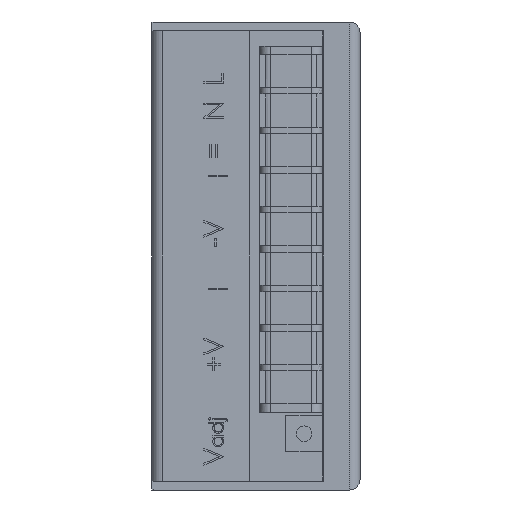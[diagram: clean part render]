
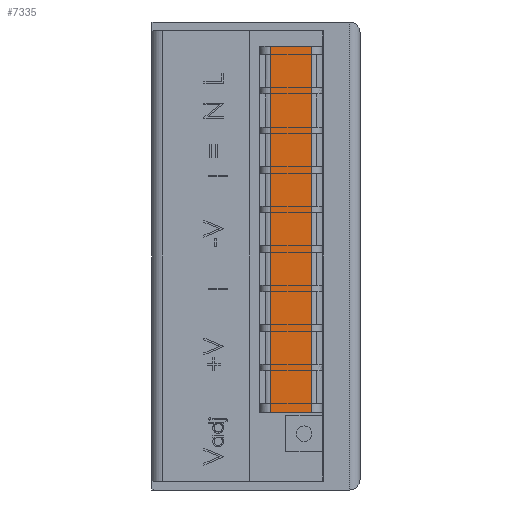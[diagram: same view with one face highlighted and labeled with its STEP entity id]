
A CAD part, left-side view. The second image highlights one B-rep face of the part: STEP entity #7335.
In plain terms, the highlighted planar face has unit normal (-1, 0, 0).
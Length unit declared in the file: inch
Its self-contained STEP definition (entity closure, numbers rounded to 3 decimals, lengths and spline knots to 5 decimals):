
#2117 = EDGE_LOOP ( 'NONE', ( #11013, #25395, #7455, #13853 ) ) ;
#2119 = DIRECTION ( 'NONE',  ( 0., 1., 0. ) ) ;
#2566 = VERTEX_POINT ( 'NONE', #20695 ) ;
#2656 = VECTOR ( 'NONE', #19131, 39.37008 ) ;
#7335 = ADVANCED_FACE ( 'NONE', ( #25030 ), #26413, .F. ) ;
#7455 = ORIENTED_EDGE ( 'NONE', *, *, #24533, .T. ) ;
#8930 = CARTESIAN_POINT ( 'NONE',  ( -4.635, 0.463, 2.018 ) ) ;
#9702 = VECTOR ( 'NONE', #2119, 39.37008 ) ;
#10304 = LINE ( 'NONE', #18793, #27107 ) ;
#10368 = CARTESIAN_POINT ( 'NONE',  ( -4.635, 0.463, 0. ) ) ;
#10412 = LINE ( 'NONE', #28407, #9702 ) ;
#11013 = ORIENTED_EDGE ( 'NONE', *, *, #25950, .T. ) ;
#11168 = DIRECTION ( 'NONE',  ( 1., 0., 0. ) ) ;
#11494 = DIRECTION ( 'NONE',  ( 0., 0., -1. ) ) ;
#13853 = ORIENTED_EDGE ( 'NONE', *, *, #22394, .T. ) ;
#14358 = LINE ( 'NONE', #10368, #2656 ) ;
#15879 = VERTEX_POINT ( 'NONE', #18858 ) ;
#18793 = CARTESIAN_POINT ( 'NONE',  ( -4.635, 0.363, -1.502 ) ) ;
#18858 = CARTESIAN_POINT ( 'NONE',  ( -4.635, 0.863, 2.018 ) ) ;
#19131 = DIRECTION ( 'NONE',  ( 0., 0., 1. ) ) ;
#20500 = CARTESIAN_POINT ( 'NONE',  ( -4.635, 0.463, -1.502 ) ) ;
#20541 = VERTEX_POINT ( 'NONE', #8930 ) ;
#20695 = CARTESIAN_POINT ( 'NONE',  ( -4.635, 0.863, -1.502 ) ) ;
#20975 = DIRECTION ( 'NONE',  ( 0., -1., 0. ) ) ;
#21719 = LINE ( 'NONE', #26828, #27548 ) ;
#22394 = EDGE_CURVE ( 'NONE', #15879, #2566, #21719, .T. ) ;
#22578 = AXIS2_PLACEMENT_3D ( 'NONE', #24318, #11168, #26510 ) ;
#24318 = CARTESIAN_POINT ( 'NONE',  ( -4.635, 0., 0. ) ) ;
#24533 = EDGE_CURVE ( 'NONE', #20541, #15879, #10412, .T. ) ;
#25030 = FACE_OUTER_BOUND ( 'NONE', #2117, .T. ) ;
#25395 = ORIENTED_EDGE ( 'NONE', *, *, #26557, .T. ) ;
#25801 = VERTEX_POINT ( 'NONE', #20500 ) ;
#25950 = EDGE_CURVE ( 'NONE', #2566, #25801, #10304, .T. ) ;
#26413 = PLANE ( 'NONE',  #22578 ) ;
#26510 = DIRECTION ( 'NONE',  ( 0., 0., -1. ) ) ;
#26557 = EDGE_CURVE ( 'NONE', #25801, #20541, #14358, .T. ) ;
#26828 = CARTESIAN_POINT ( 'NONE',  ( -4.635, 0.863, 0. ) ) ;
#27107 = VECTOR ( 'NONE', #20975, 39.37008 ) ;
#27548 = VECTOR ( 'NONE', #11494, 39.37008 ) ;
#28407 = CARTESIAN_POINT ( 'NONE',  ( -4.635, 0.363, 2.018 ) ) ;
